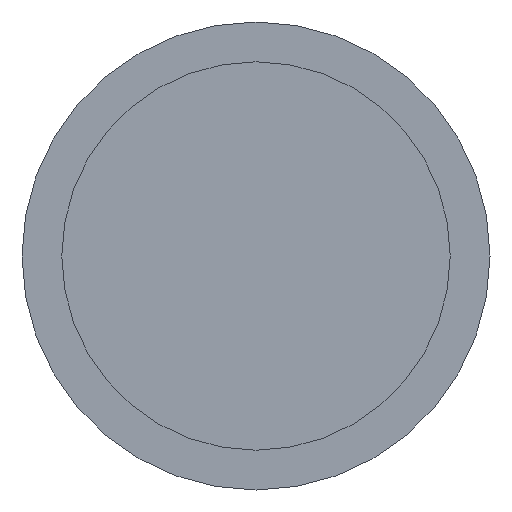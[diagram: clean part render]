
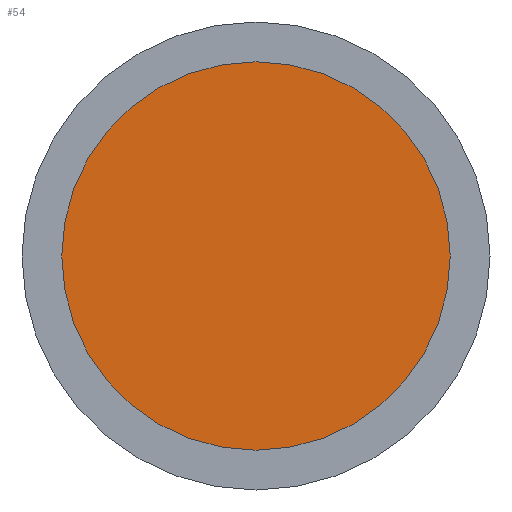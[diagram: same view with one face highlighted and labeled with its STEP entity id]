
A CAD part, front view. The second image highlights one B-rep face of the part: STEP entity #54.
In plain terms, the highlighted planar face has unit normal (0, -1, 0).
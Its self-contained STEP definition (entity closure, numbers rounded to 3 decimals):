
#54 = ADVANCED_FACE( '', ( #122 ), #123, .F. );
#122 = FACE_OUTER_BOUND( '', #243, .T. );
#123 = PLANE( '', #244 );
#243 = EDGE_LOOP( '', ( #332 ) );
#244 = AXIS2_PLACEMENT_3D( '', #333, #334, #335 );
#332 = ORIENTED_EDGE( '', *, *, #466, .T. );
#333 = CARTESIAN_POINT( '', ( 20.75, 3., 0. ) );
#334 = DIRECTION( '', ( 0., 1., 0. ) );
#335 = DIRECTION( '', ( 0., 0., 1. ) );
#466 = EDGE_CURVE( '', #526, #526, #527, .T. );
#526 = VERTEX_POINT( '', #610 );
#527 = CIRCLE( '', #611, 20.75 );
#610 = CARTESIAN_POINT( '', ( 0., 3., -20.75 ) );
#611 = AXIS2_PLACEMENT_3D( '', #699, #700, #701 );
#699 = CARTESIAN_POINT( '', ( 0., 3., 0. ) );
#700 = DIRECTION( '', ( 0., -1., 0. ) );
#701 = DIRECTION( '', ( 0., 0., -1. ) );
